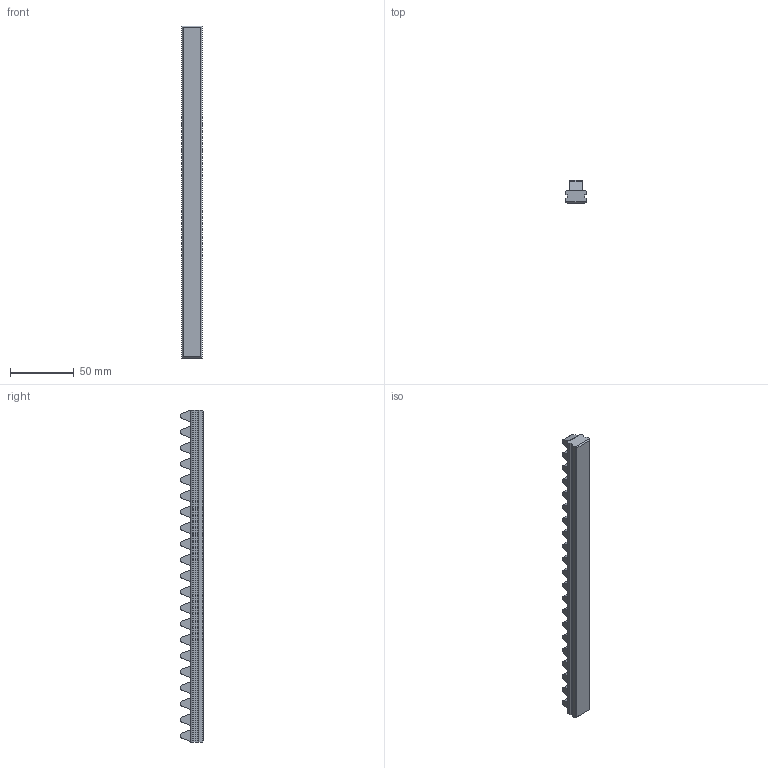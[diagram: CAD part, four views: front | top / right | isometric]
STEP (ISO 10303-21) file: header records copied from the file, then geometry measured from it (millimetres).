
FILE_DESCRIPTION (( 'STEP AP214' ), '1' );
FILE_NAME ('rack.step', '2016-08-26T19:47:02', ( '' ), ( '' ), 'SwSTEP 2.0', 'SolidWorks 2015', '' );
FILE_SCHEMA (( 'AUTOMOTIVE_DESIGN' ));
Length unit declared in the file: inch
Products named in the file (1): rack
Bounding box: 16 x 18 x 261 mm (x, y, z)
Volume: 50267.5 mm3; surface area: 18073.6 mm2
Topology: 1 solids, 1 shells, 174 faces, 449 edges, 298 vertices
Faces by surface type: plane 128, cylinder 46
Entity records: 5313 total; most frequent: CARTESIAN_POINT 922, ORIENTED_EDGE 898, DIRECTION 891, EDGE_CURVE 449, LINE 357, VECTOR 357, VERTEX_POINT 298, AXIS2_PLACEMENT_3D 267
